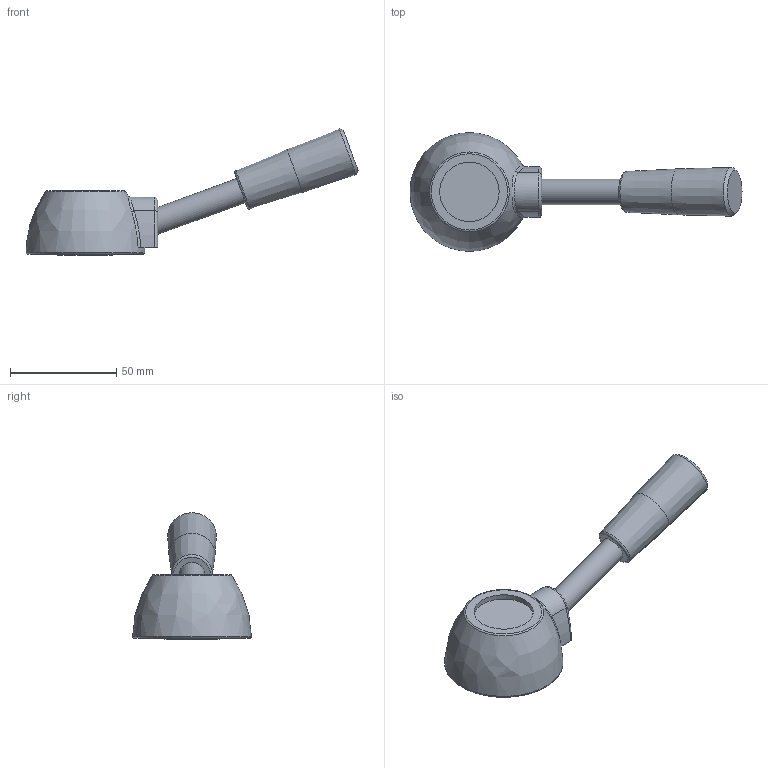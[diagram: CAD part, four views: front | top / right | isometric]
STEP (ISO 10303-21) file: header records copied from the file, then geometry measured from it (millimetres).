
FILE_DESCRIPTION( ( 'Unknown' ), '1' );
FILE_NAME( '6337220_LM56_P18.stp', 'Unknown', ( 'Unknown' ), ( 'Unknown' ), 'PSStep 11.0', 'Unknown', ' ' );
FILE_SCHEMA( ( 'AUTOMOTIVE_DESIGN { 1 0 10303 214 1 1 1 1 }' ) );
Length unit declared in the file: millimetre
Products named in the file (1): 6337219
Bounding box: 156.43 x 55.98 x 59.56 mm (x, y, z)
Volume: 63308 mm3; surface area: 23102.7 mm2
Topology: 1 solids, 4 shells, 78 faces, 175 edges, 113 vertices
Faces by surface type: plane 28, cylinder 21, torus 12, cone 11, bspline 6
Full cylindrical faces by diameter (mm): 6.647 x1, 8 x3, 8.3 x1, 8.376 x1, 12 x1, 12.5 x1, 18 x1, 26 x1, 28 x1
Entity records: 3447 total; most frequent: CARTESIAN_POINT 1284, DIRECTION 317, ORIENTED_EDGE 264, AXIS2_PLACEMENT_3D 140, EDGE_CURVE 132, EDGE_LOOP 120, VERTEX_POINT 99, FACE_OUTER_BOUND 95
